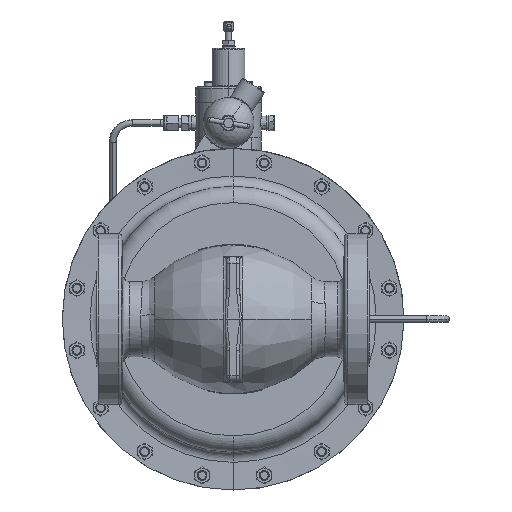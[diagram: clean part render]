
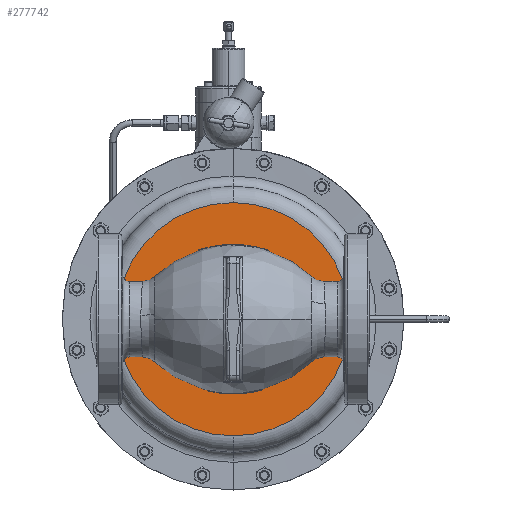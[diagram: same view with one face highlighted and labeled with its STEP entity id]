
A CAD part, front view. The second image highlights one B-rep face of the part: STEP entity #277742.
In plain terms, the highlighted planar face has unit normal (0, -1, 0).
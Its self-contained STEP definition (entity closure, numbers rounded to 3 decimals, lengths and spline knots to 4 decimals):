
#4303 = EDGE_LOOP ( 'NONE', ( #60577, #217268 ) ) ;
#5601 = EDGE_CURVE ( 'NONE', #135481, #88383, #223165, .T. ) ;
#7747 = CARTESIAN_POINT ( 'NONE',  ( 0., 4.875, 1.4375 ) ) ;
#14122 = DIRECTION ( 'NONE',  ( 0., 1., 0. ) ) ;
#16140 = CIRCLE ( 'NONE', #242615, 4.4375 ) ;
#16389 = DIRECTION ( 'NONE',  ( 0., -1., 0. ) ) ;
#18354 = CARTESIAN_POINT ( 'NONE',  ( 3.5, 4.875, 0. ) ) ;
#18485 = VERTEX_POINT ( 'NONE', #190500 ) ;
#20868 = DIRECTION ( 'NONE',  ( 0., 1., 0. ) ) ;
#23966 = CIRCLE ( 'NONE', #122138, 0.2608 ) ;
#27801 = CARTESIAN_POINT ( 'NONE',  ( 3.2392, 4.875, 0. ) ) ;
#39145 = DIRECTION ( 'NONE',  ( 0., 0., -1. ) ) ;
#40155 = DIRECTION ( 'NONE',  ( 1., 0., 0. ) ) ;
#43859 = AXIS2_PLACEMENT_3D ( 'NONE', #18354, #170163, #40155 ) ;
#47180 = FACE_OUTER_BOUND ( 'NONE', #229204, .T. ) ;
#54020 = FACE_BOUND ( 'NONE', #4303, .T. ) ;
#60577 = ORIENTED_EDGE ( 'NONE', *, *, #263885, .F. ) ;
#68098 = EDGE_CURVE ( 'NONE', #93133, #18485, #16140, .T. ) ;
#74371 = FACE_BOUND ( 'NONE', #100232, .T. ) ;
#80380 = AXIS2_PLACEMENT_3D ( 'NONE', #150894, #20868, #172733 ) ;
#80818 = CIRCLE ( 'NONE', #80380, 4.4375 ) ;
#81462 = ORIENTED_EDGE ( 'NONE', *, *, #68098, .F. ) ;
#82356 = DIRECTION ( 'NONE',  ( 0., -1., 0. ) ) ;
#84277 = CARTESIAN_POINT ( 'NONE',  ( 0., 4.875, -1.4375 ) ) ;
#88383 = VERTEX_POINT ( 'NONE', #84277 ) ;
#93133 = VERTEX_POINT ( 'NONE', #139856 ) ;
#95124 = EDGE_CURVE ( 'NONE', #18485, #93133, #80818, .T. ) ;
#100232 = EDGE_LOOP ( 'NONE', ( #161362, #136716 ) ) ;
#101913 = AXIS2_PLACEMENT_3D ( 'NONE', #127256, #279120, #149050 ) ;
#107158 = EDGE_CURVE ( 'NONE', #184814, #208780, #256661, .T. ) ;
#122138 = AXIS2_PLACEMENT_3D ( 'NONE', #212409, #82356, #234292 ) ;
#123732 = DIRECTION ( 'NONE',  ( 0., -1., 0. ) ) ;
#127256 = CARTESIAN_POINT ( 'NONE',  ( 0., 4.875, 0. ) ) ;
#135481 = VERTEX_POINT ( 'NONE', #7747 ) ;
#136716 = ORIENTED_EDGE ( 'NONE', *, *, #249284, .F. ) ;
#139856 = CARTESIAN_POINT ( 'NONE',  ( 0., 4.875, 4.4375 ) ) ;
#144093 = CARTESIAN_POINT ( 'NONE',  ( 0., 4.875, 0. ) ) ;
#147319 = CARTESIAN_POINT ( 'NONE',  ( 0., 4.875, 0. ) ) ;
#149050 = DIRECTION ( 'NONE',  ( 0., 0., 1. ) ) ;
#150872 = CARTESIAN_POINT ( 'NONE',  ( 3.7608, 4.875, 0. ) ) ;
#150894 = CARTESIAN_POINT ( 'NONE',  ( 0., 4.875, 0. ) ) ;
#152700 = AXIS2_PLACEMENT_3D ( 'NONE', #147319, #16389, #39145 ) ;
#160959 = ORIENTED_EDGE ( 'NONE', *, *, #95124, .F. ) ;
#161362 = ORIENTED_EDGE ( 'NONE', *, *, #5601, .F. ) ;
#165944 = DIRECTION ( 'NONE',  ( 0., 0., 1. ) ) ;
#169152 = PLANE ( 'NONE',  #152700 ) ;
#170163 = DIRECTION ( 'NONE',  ( 0., -1., 0. ) ) ;
#172733 = DIRECTION ( 'NONE',  ( 0., 0., 1. ) ) ;
#184814 = VERTEX_POINT ( 'NONE', #27801 ) ;
#190500 = CARTESIAN_POINT ( 'NONE',  ( 0., 4.875, -4.4375 ) ) ;
#201850 = AXIS2_PLACEMENT_3D ( 'NONE', #253789, #123732, #275595 ) ;
#202354 = CIRCLE ( 'NONE', #201850, 1.4375 ) ;
#208780 = VERTEX_POINT ( 'NONE', #150872 ) ;
#212409 = CARTESIAN_POINT ( 'NONE',  ( 3.5, 4.875, 0. ) ) ;
#217268 = ORIENTED_EDGE ( 'NONE', *, *, #107158, .F. ) ;
#223165 = CIRCLE ( 'NONE', #101913, 1.4375 ) ;
#229204 = EDGE_LOOP ( 'NONE', ( #81462, #160959 ) ) ;
#234292 = DIRECTION ( 'NONE',  ( 1., 0., 0. ) ) ;
#242615 = AXIS2_PLACEMENT_3D ( 'NONE', #144093, #14122, #165944 ) ;
#249284 = EDGE_CURVE ( 'NONE', #88383, #135481, #202354, .T. ) ;
#253789 = CARTESIAN_POINT ( 'NONE',  ( 0., 4.875, 0. ) ) ;
#256661 = CIRCLE ( 'NONE', #43859, 0.2608 ) ;
#263885 = EDGE_CURVE ( 'NONE', #208780, #184814, #23966, .T. ) ;
#275595 = DIRECTION ( 'NONE',  ( 0., 0., 1. ) ) ;
#277742 = ADVANCED_FACE ( 'NONE', ( #47180, #54020, #74371 ), #169152, .T. ) ;
#279120 = DIRECTION ( 'NONE',  ( 0., -1., 0. ) ) ;
